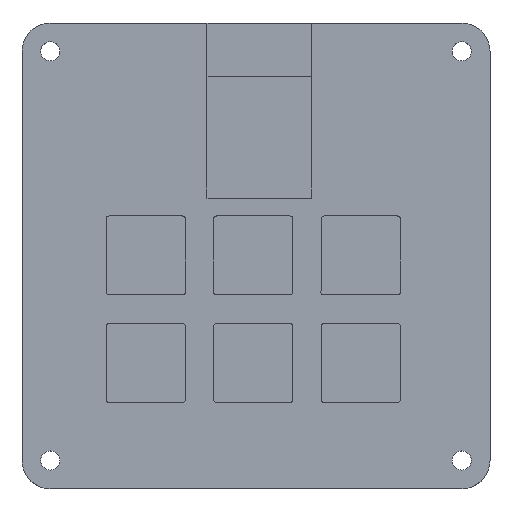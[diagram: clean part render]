
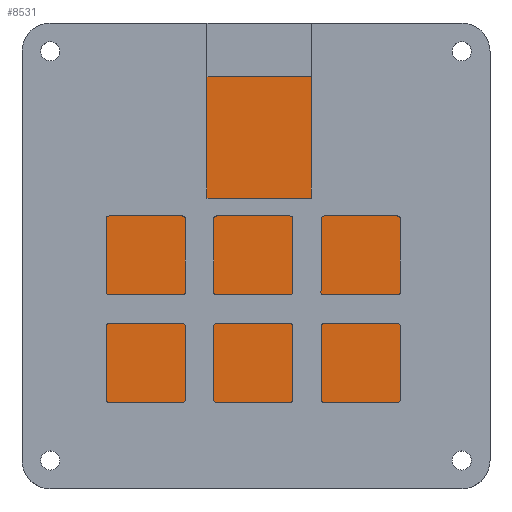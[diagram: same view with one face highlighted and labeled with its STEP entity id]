
A CAD part, top view. The second image highlights one B-rep face of the part: STEP entity #8531.
In plain terms, the highlighted planar face has unit normal (0, 0, 1).
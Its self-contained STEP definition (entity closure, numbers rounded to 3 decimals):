
#967=PLANE('',#8850);
#1411=FACE_OUTER_BOUND('',#1913,.T.);
#1913=EDGE_LOOP('',(#7984,#7985,#7986,#7987));
#2614=LINE('',#16812,#3308);
#2616=LINE('',#16816,#3310);
#2617=LINE('',#16818,#3311);
#2618=LINE('',#16819,#3312);
#3308=VECTOR('',#10110,10.);
#3310=VECTOR('',#10114,10.);
#3311=VECTOR('',#10115,10.);
#3312=VECTOR('',#10116,10.);
#4243=VERTEX_POINT('',#16809);
#4244=VERTEX_POINT('',#16811);
#4245=VERTEX_POINT('',#16815);
#4246=VERTEX_POINT('',#16817);
#5498=EDGE_CURVE('',#4243,#4244,#2614,.T.);
#5500=EDGE_CURVE('',#4245,#4243,#2616,.T.);
#5501=EDGE_CURVE('',#4246,#4245,#2617,.T.);
#5502=EDGE_CURVE('',#4244,#4246,#2618,.T.);
#7984=ORIENTED_EDGE('',*,*,#5500,.F.);
#7985=ORIENTED_EDGE('',*,*,#5501,.F.);
#7986=ORIENTED_EDGE('',*,*,#5502,.F.);
#7987=ORIENTED_EDGE('',*,*,#5498,.F.);
#8531=ADVANCED_FACE('',(#1411),#967,.T.);
#8850=AXIS2_PLACEMENT_3D('',#16814,#10112,#10113);
#10110=DIRECTION('',(1.,0.,0.));
#10112=DIRECTION('center_axis',(0.,0.,1.));
#10113=DIRECTION('ref_axis',(1.,0.,0.));
#10114=DIRECTION('',(0.,1.,0.));
#10115=DIRECTION('',(-1.,0.,0.));
#10116=DIRECTION('',(0.,-1.,0.));
#16809=CARTESIAN_POINT('',(-31.963,31.755,3.));
#16811=CARTESIAN_POINT('',(31.963,31.755,3.));
#16812=CARTESIAN_POINT('',(-15.981,31.755,3.));
#16814=CARTESIAN_POINT('Origin',(0.,0.,
3.));
#16815=CARTESIAN_POINT('',(-31.963,-31.755,3.));
#16816=CARTESIAN_POINT('',(-31.963,-15.878,3.));
#16817=CARTESIAN_POINT('',(31.963,-31.755,3.));
#16818=CARTESIAN_POINT('',(15.981,-31.755,3.));
#16819=CARTESIAN_POINT('',(31.963,15.878,3.));
